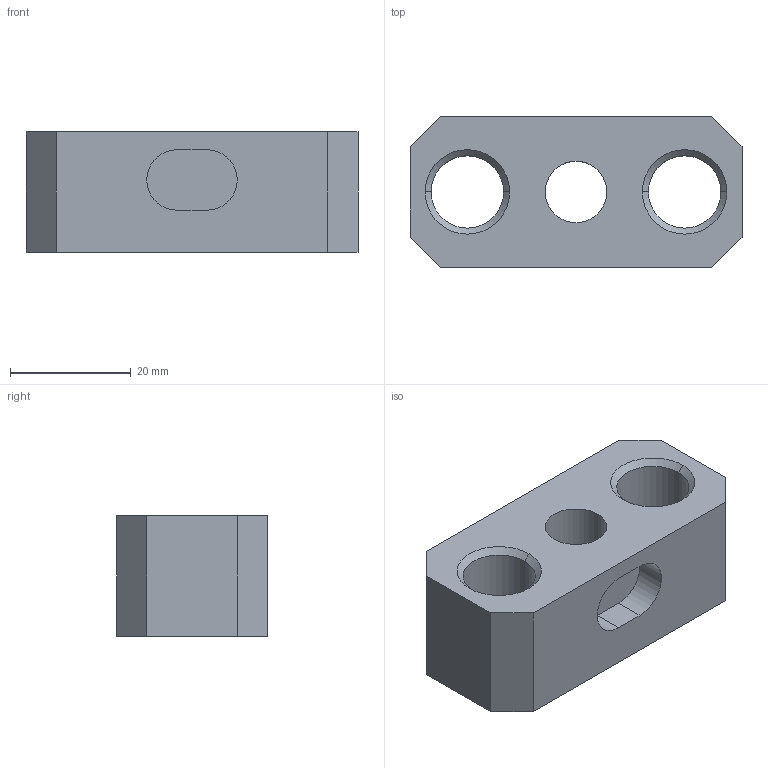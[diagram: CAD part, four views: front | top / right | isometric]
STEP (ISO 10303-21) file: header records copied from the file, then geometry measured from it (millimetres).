
FILE_DESCRIPTION (( 'STEP AP203' ), '1' );
FILE_NAME ('MFR1-PD-004-A.STEP', '2019-11-18T20:15:13', ( '' ), ( '' ), 'SwSTEP 2.0', 'SolidWorks 2015', '' );
FILE_SCHEMA (( 'CONFIG_CONTROL_DESIGN' ));
Length unit declared in the file: millimetre
Products named in the file (1): MFR1-PD-004-A
Bounding box: 55 x 25 x 20 mm (x, y, z)
Volume: 19487.5 mm3; surface area: 7584.5 mm2
Topology: 1 solids, 1 shells, 41 faces, 102 edges, 60 vertices
Faces by surface type: cylinder 16, plane 13, cone 12
Entity records: 1249 total; most frequent: DIRECTION 214, CARTESIAN_POINT 196, ORIENTED_EDGE 188, EDGE_CURVE 94, AXIS2_PLACEMENT_3D 78, VERTEX_POINT 60, VECTOR 58, LINE 58
